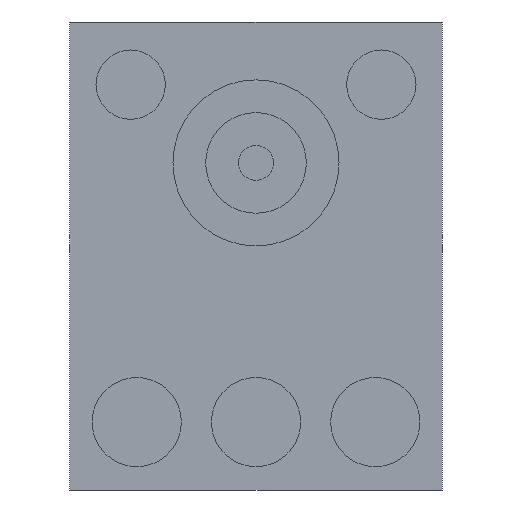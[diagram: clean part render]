
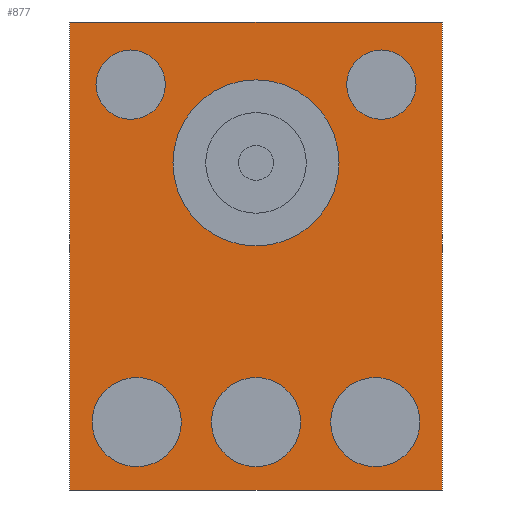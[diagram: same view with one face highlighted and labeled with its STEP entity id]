
A CAD part, front view. The second image highlights one B-rep face of the part: STEP entity #877.
In plain terms, the highlighted planar face has unit normal (0, -1, 0).
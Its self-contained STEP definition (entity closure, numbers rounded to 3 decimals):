
#80 = VERTEX_POINT ( 'NONE', #2718 ) ;
#105 = ORIENTED_EDGE ( 'NONE', *, *, #340, .F. ) ;
#113 = FACE_BOUND ( 'NONE', #1093, .T. ) ;
#167 = LINE ( 'NONE', #1384, #816 ) ;
#172 = CARTESIAN_POINT ( 'NONE',  ( 0.949, -0.103, -1.141 ) ) ;
#254 = CARTESIAN_POINT ( 'NONE',  ( -0.254, -0.103, 1.863 ) ) ;
#257 = EDGE_CURVE ( 'NONE', #3006, #1136, #2252, .T. ) ;
#258 = CARTESIAN_POINT ( 'NONE',  ( -0.254, -0.103, 1.025 ) ) ;
#264 = FACE_BOUND ( 'NONE', #1968, .T. ) ;
#279 = VECTOR ( 'NONE', #466, 1000. ) ;
#292 = DIRECTION ( 'NONE',  ( 0., -1., 0. ) ) ;
#337 = DIRECTION ( 'NONE',  ( 0., 0., -1. ) ) ;
#340 = EDGE_CURVE ( 'NONE', #2011, #604, #651, .T. ) ;
#345 = FACE_BOUND ( 'NONE', #530, .T. ) ;
#382 = LINE ( 'NONE', #2064, #1659 ) ;
#448 = DIRECTION ( 'NONE',  ( 0., -1., 0. ) ) ;
#466 = DIRECTION ( 'NONE',  ( -1., 0., 0. ) ) ;
#478 = DIRECTION ( 'NONE',  ( 0., 0., -1. ) ) ;
#504 = VERTEX_POINT ( 'NONE', #2803 ) ;
#515 = DIRECTION ( 'NONE',  ( 0., -1., 0. ) ) ;
#523 = DIRECTION ( 'NONE',  ( 0., 0., -1. ) ) ;
#530 = EDGE_LOOP ( 'NONE', ( #890, #2990 ) ) ;
#566 = CIRCLE ( 'NONE', #1840, 0.45 ) ;
#600 = CIRCLE ( 'NONE', #2134, 0.35 ) ;
#604 = VERTEX_POINT ( 'NONE', #3065 ) ;
#606 = VERTEX_POINT ( 'NONE', #2829 ) ;
#628 = VERTEX_POINT ( 'NONE', #2074 ) ;
#634 = VECTOR ( 'NONE', #792, 1000. ) ;
#651 = CIRCLE ( 'NONE', #1757, 0.45 ) ;
#706 = DIRECTION ( 'NONE',  ( 0., -1., 0. ) ) ;
#733 = AXIS2_PLACEMENT_3D ( 'NONE', #1379, #3035, #1626 ) ;
#758 = DIRECTION ( 'NONE',  ( 0., 0., -1. ) ) ;
#792 = DIRECTION ( 'NONE',  ( 0., 0., -1. ) ) ;
#808 = DIRECTION ( 'NONE',  ( 0., -1., 0. ) ) ;
#813 = VERTEX_POINT ( 'NONE', #1315 ) ;
#816 = VECTOR ( 'NONE', #1632, 1000. ) ;
#829 = CARTESIAN_POINT ( 'NONE',  ( 1.011, -0.103, 1.815 ) ) ;
#858 = ORIENTED_EDGE ( 'NONE', *, *, #2014, .F. ) ;
#877 = ADVANCED_FACE ( 'NONE', ( #2713, #113, #2079, #345, #264, #2788, #2169 ), #1998, .T. ) ;
#890 = ORIENTED_EDGE ( 'NONE', *, *, #1282, .F. ) ;
#915 = DIRECTION ( 'NONE',  ( 0., -1., 0. ) ) ;
#923 = DIRECTION ( 'NONE',  ( 0., 0., 1. ) ) ;
#1018 = CARTESIAN_POINT ( 'NONE',  ( 1.625, -0.103, 0.085 ) ) ;
#1019 = ORIENTED_EDGE ( 'NONE', *, *, #1307, .F. ) ;
#1047 = AXIS2_PLACEMENT_3D ( 'NONE', #258, #1937, #523 ) ;
#1050 = EDGE_LOOP ( 'NONE', ( #2706, #1701 ) ) ;
#1053 = CARTESIAN_POINT ( 'NONE',  ( -0.254, -0.103, 0.187 ) ) ;
#1066 = EDGE_LOOP ( 'NONE', ( #1019, #2521 ) ) ;
#1073 = EDGE_CURVE ( 'NONE', #1236, #813, #382, .T. ) ;
#1093 = EDGE_LOOP ( 'NONE', ( #858, #1116 ) ) ;
#1095 = CARTESIAN_POINT ( 'NONE',  ( -1.458, -0.103, -1.591 ) ) ;
#1101 = AXIS2_PLACEMENT_3D ( 'NONE', #1931, #515, #2160 ) ;
#1108 = VERTEX_POINT ( 'NONE', #2794 ) ;
#1116 = ORIENTED_EDGE ( 'NONE', *, *, #257, .F. ) ;
#1136 = VERTEX_POINT ( 'NONE', #1573 ) ;
#1145 = DIRECTION ( 'NONE',  ( 0., 0., -1. ) ) ;
#1200 = DIRECTION ( 'NONE',  ( 0., -1., 0. ) ) ;
#1222 = DIRECTION ( 'NONE',  ( 0., 0., -1. ) ) ;
#1233 = AXIS2_PLACEMENT_3D ( 'NONE', #1906, #1200, #2610 ) ;
#1236 = VERTEX_POINT ( 'NONE', #2138 ) ;
#1238 = EDGE_CURVE ( 'NONE', #604, #2011, #566, .T. ) ;
#1261 = ORIENTED_EDGE ( 'NONE', *, *, #1238, .F. ) ;
#1282 = EDGE_CURVE ( 'NONE', #1334, #2540, #2362, .T. ) ;
#1290 = CIRCLE ( 'NONE', #2898, 0.35 ) ;
#1307 = EDGE_CURVE ( 'NONE', #1608, #1359, #1678, .T. ) ;
#1315 = CARTESIAN_POINT ( 'NONE',  ( -2.134, -0.103, 2.447 ) ) ;
#1334 = VERTEX_POINT ( 'NONE', #3071 ) ;
#1338 = DIRECTION ( 'NONE',  ( 0., 0., -1. ) ) ;
#1359 = VERTEX_POINT ( 'NONE', #254 ) ;
#1379 = CARTESIAN_POINT ( 'NONE',  ( -0.254, -0.103, -1.591 ) ) ;
#1384 = CARTESIAN_POINT ( 'NONE',  ( -0.254, -0.103, 2.447 ) ) ;
#1394 = CARTESIAN_POINT ( 'NONE',  ( -1.52, -0.103, 1.815 ) ) ;
#1466 = CARTESIAN_POINT ( 'NONE',  ( 0.949, -0.103, -1.591 ) ) ;
#1501 = EDGE_LOOP ( 'NONE', ( #2300, #2404, #1582, #2203 ) ) ;
#1520 = EDGE_CURVE ( 'NONE', #2119, #1236, #2729, .T. ) ;
#1573 = CARTESIAN_POINT ( 'NONE',  ( -0.254, -0.103, -2.041 ) ) ;
#1582 = ORIENTED_EDGE ( 'NONE', *, *, #1073, .F. ) ;
#1608 = VERTEX_POINT ( 'NONE', #1053 ) ;
#1626 = DIRECTION ( 'NONE',  ( 0., 0., -1. ) ) ;
#1632 = DIRECTION ( 'NONE',  ( 1., 0., 0. ) ) ;
#1659 = VECTOR ( 'NONE', #923, 1000. ) ;
#1678 = CIRCLE ( 'NONE', #2470, 0.838 ) ;
#1701 = ORIENTED_EDGE ( 'NONE', *, *, #2084, .F. ) ;
#1739 = CARTESIAN_POINT ( 'NONE',  ( 1.011, -0.103, 1.815 ) ) ;
#1757 = AXIS2_PLACEMENT_3D ( 'NONE', #1466, #2883, #1222 ) ;
#1786 = AXIS2_PLACEMENT_3D ( 'NONE', #1394, #3048, #1145 ) ;
#1801 = CIRCLE ( 'NONE', #2348, 0.35 ) ;
#1840 = AXIS2_PLACEMENT_3D ( 'NONE', #2339, #915, #2571 ) ;
#1846 = EDGE_CURVE ( 'NONE', #1359, #1608, #2670, .T. ) ;
#1868 = CARTESIAN_POINT ( 'NONE',  ( -0.254, -0.103, 1.025 ) ) ;
#1884 = CARTESIAN_POINT ( 'NONE',  ( -0.254, -0.103, -2.277 ) ) ;
#1906 = CARTESIAN_POINT ( 'NONE',  ( -0.254, -0.103, -1.591 ) ) ;
#1931 = CARTESIAN_POINT ( 'NONE',  ( -1.458, -0.103, -1.591 ) ) ;
#1937 = DIRECTION ( 'NONE',  ( 0., -1., 0. ) ) ;
#1940 = EDGE_CURVE ( 'NONE', #504, #2119, #1972, .T. ) ;
#1952 = CARTESIAN_POINT ( 'NONE',  ( 1.625, -0.103, -2.277 ) ) ;
#1968 = EDGE_LOOP ( 'NONE', ( #2337, #2589 ) ) ;
#1972 = LINE ( 'NONE', #1018, #634 ) ;
#1998 = PLANE ( 'NONE',  #2078 ) ;
#2011 = VERTEX_POINT ( 'NONE', #172 ) ;
#2014 = EDGE_CURVE ( 'NONE', #1136, #3006, #2583, .T. ) ;
#2064 = CARTESIAN_POINT ( 'NONE',  ( -2.134, -0.103, 0.085 ) ) ;
#2074 = CARTESIAN_POINT ( 'NONE',  ( 1.011, -0.103, 2.165 ) ) ;
#2078 = AXIS2_PLACEMENT_3D ( 'NONE', #2233, #808, #2942 ) ;
#2079 = FACE_BOUND ( 'NONE', #2993, .T. ) ;
#2084 = EDGE_CURVE ( 'NONE', #80, #606, #3013, .T. ) ;
#2115 = CARTESIAN_POINT ( 'NONE',  ( -1.52, -0.103, 1.815 ) ) ;
#2119 = VERTEX_POINT ( 'NONE', #1952 ) ;
#2134 = AXIS2_PLACEMENT_3D ( 'NONE', #2115, #706, #2355 ) ;
#2138 = CARTESIAN_POINT ( 'NONE',  ( -2.134, -0.103, -2.277 ) ) ;
#2146 = EDGE_CURVE ( 'NONE', #628, #1108, #1801, .T. ) ;
#2160 = DIRECTION ( 'NONE',  ( 0., 0., -1. ) ) ;
#2169 = FACE_OUTER_BOUND ( 'NONE', #1501, .T. ) ;
#2203 = ORIENTED_EDGE ( 'NONE', *, *, #1520, .F. ) ;
#2233 = CARTESIAN_POINT ( 'NONE',  ( -0.254, -0.103, 0.085 ) ) ;
#2235 = CARTESIAN_POINT ( 'NONE',  ( -0.254, -0.103, -1.141 ) ) ;
#2252 = CIRCLE ( 'NONE', #1233, 0.45 ) ;
#2292 = EDGE_CURVE ( 'NONE', #606, #80, #3077, .T. ) ;
#2300 = ORIENTED_EDGE ( 'NONE', *, *, #1940, .F. ) ;
#2337 = ORIENTED_EDGE ( 'NONE', *, *, #3036, .F. ) ;
#2339 = CARTESIAN_POINT ( 'NONE',  ( 0.949, -0.103, -1.591 ) ) ;
#2348 = AXIS2_PLACEMENT_3D ( 'NONE', #1739, #292, #337 ) ;
#2355 = DIRECTION ( 'NONE',  ( 0., 0., -1. ) ) ;
#2362 = CIRCLE ( 'NONE', #1786, 0.35 ) ;
#2404 = ORIENTED_EDGE ( 'NONE', *, *, #2447, .F. ) ;
#2447 = EDGE_CURVE ( 'NONE', #813, #504, #167, .T. ) ;
#2470 = AXIS2_PLACEMENT_3D ( 'NONE', #1868, #448, #478 ) ;
#2486 = DIRECTION ( 'NONE',  ( 0., -1., 0. ) ) ;
#2500 = EDGE_CURVE ( 'NONE', #2540, #1334, #600, .T. ) ;
#2521 = ORIENTED_EDGE ( 'NONE', *, *, #1846, .F. ) ;
#2540 = VERTEX_POINT ( 'NONE', #2961 ) ;
#2571 = DIRECTION ( 'NONE',  ( 0., 0., -1. ) ) ;
#2583 = CIRCLE ( 'NONE', #733, 0.45 ) ;
#2589 = ORIENTED_EDGE ( 'NONE', *, *, #2146, .F. ) ;
#2610 = DIRECTION ( 'NONE',  ( 0., 0., -1. ) ) ;
#2670 = CIRCLE ( 'NONE', #1047, 0.838 ) ;
#2706 = ORIENTED_EDGE ( 'NONE', *, *, #2292, .F. ) ;
#2713 = FACE_BOUND ( 'NONE', #1050, .T. ) ;
#2718 = CARTESIAN_POINT ( 'NONE',  ( -1.458, -0.103, -1.141 ) ) ;
#2729 = LINE ( 'NONE', #1884, #279 ) ;
#2743 = DIRECTION ( 'NONE',  ( 0., -1., 0. ) ) ;
#2788 = FACE_BOUND ( 'NONE', #1066, .T. ) ;
#2794 = CARTESIAN_POINT ( 'NONE',  ( 1.011, -0.103, 1.465 ) ) ;
#2803 = CARTESIAN_POINT ( 'NONE',  ( 1.625, -0.103, 2.447 ) ) ;
#2829 = CARTESIAN_POINT ( 'NONE',  ( -1.458, -0.103, -2.041 ) ) ;
#2883 = DIRECTION ( 'NONE',  ( 0., -1., 0. ) ) ;
#2898 = AXIS2_PLACEMENT_3D ( 'NONE', #829, #2486, #758 ) ;
#2942 = DIRECTION ( 'NONE',  ( 0., 0., -1. ) ) ;
#2961 = CARTESIAN_POINT ( 'NONE',  ( -1.52, -0.103, 2.165 ) ) ;
#2990 = ORIENTED_EDGE ( 'NONE', *, *, #2500, .F. ) ;
#2993 = EDGE_LOOP ( 'NONE', ( #1261, #105 ) ) ;
#3006 = VERTEX_POINT ( 'NONE', #2235 ) ;
#3013 = CIRCLE ( 'NONE', #1101, 0.45 ) ;
#3035 = DIRECTION ( 'NONE',  ( 0., -1., 0. ) ) ;
#3036 = EDGE_CURVE ( 'NONE', #1108, #628, #1290, .T. ) ;
#3048 = DIRECTION ( 'NONE',  ( 0., -1., 0. ) ) ;
#3065 = CARTESIAN_POINT ( 'NONE',  ( 0.949, -0.103, -2.041 ) ) ;
#3066 = AXIS2_PLACEMENT_3D ( 'NONE', #1095, #2743, #1338 ) ;
#3071 = CARTESIAN_POINT ( 'NONE',  ( -1.52, -0.103, 1.465 ) ) ;
#3077 = CIRCLE ( 'NONE', #3066, 0.45 ) ;
